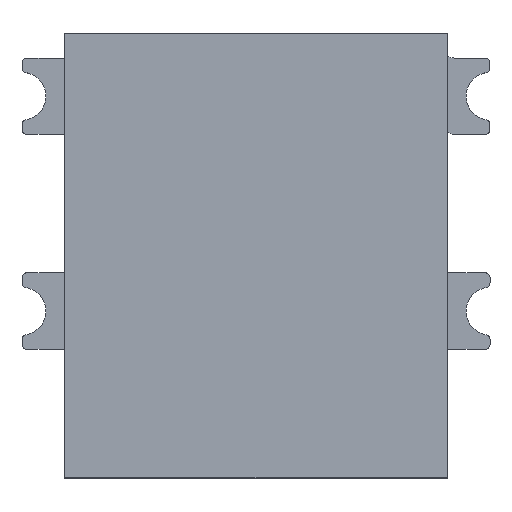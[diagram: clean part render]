
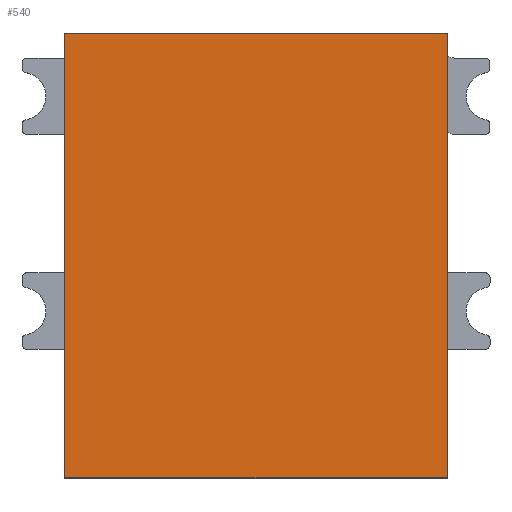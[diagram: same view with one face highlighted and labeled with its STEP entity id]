
A CAD part, top view. The second image highlights one B-rep face of the part: STEP entity #540.
In plain terms, the highlighted planar face has unit normal (0, 0, 1).
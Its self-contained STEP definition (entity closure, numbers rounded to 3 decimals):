
#540 = ADVANCED_FACE( '', ( #1138 ), #1139, .T. );
#1138 = FACE_OUTER_BOUND( '', #1858, .T. );
#1139 = PLANE( '', #1859 );
#1858 = EDGE_LOOP( '', ( #3233, #3234, #3235, #3236 ) );
#1859 = AXIS2_PLACEMENT_3D( '', #3237, #3238, #3239 );
#3233 = ORIENTED_EDGE( '', *, *, #4510, .F. );
#3234 = ORIENTED_EDGE( '', *, *, #4660, .F. );
#3235 = ORIENTED_EDGE( '', *, *, #4757, .T. );
#3236 = ORIENTED_EDGE( '', *, *, #4310, .T. );
#3237 = CARTESIAN_POINT( '', ( -4., -4.65, 2.65 ) );
#3238 = DIRECTION( '', ( 0., 0., 1. ) );
#3239 = DIRECTION( '', ( 1., 0., 0. ) );
#4310 = EDGE_CURVE( '', #5127, #5125, #5128, .T. );
#4510 = EDGE_CURVE( '', #5483, #5125, #5485, .T. );
#4660 = EDGE_CURVE( '', #5718, #5483, #5720, .T. );
#4757 = EDGE_CURVE( '', #5718, #5127, #5856, .T. );
#5125 = VERTEX_POINT( '', #6301 );
#5127 = VERTEX_POINT( '', #6304 );
#5128 = LINE( '', #6305, #6306 );
#5483 = VERTEX_POINT( '', #6788 );
#5485 = LINE( '', #6791, #6792 );
#5718 = VERTEX_POINT( '', #7109 );
#5720 = LINE( '', #7112, #7113 );
#5856 = LINE( '', #7300, #7301 );
#6301 = CARTESIAN_POINT( '', ( 4., 4.65, 2.65 ) );
#6304 = CARTESIAN_POINT( '', ( 4., -4.65, 2.65 ) );
#6305 = CARTESIAN_POINT( '', ( 4., -4.65, 2.65 ) );
#6306 = VECTOR( '', #7819, 1000. );
#6788 = CARTESIAN_POINT( '', ( -4., 4.65, 2.65 ) );
#6791 = CARTESIAN_POINT( '', ( -4., 4.65, 2.65 ) );
#6792 = VECTOR( '', #8068, 1000. );
#7109 = CARTESIAN_POINT( '', ( -4., -4.65, 2.65 ) );
#7112 = CARTESIAN_POINT( '', ( -4., -4.65, 2.65 ) );
#7113 = VECTOR( '', #8253, 1000. );
#7300 = CARTESIAN_POINT( '', ( -4., -4.65, 2.65 ) );
#7301 = VECTOR( '', #8359, 1000. );
#7819 = DIRECTION( '', ( 0., 1., 0. ) );
#8068 = DIRECTION( '', ( 1., 0., 0. ) );
#8253 = DIRECTION( '', ( 0., 1., 0. ) );
#8359 = DIRECTION( '', ( 1., 0., 0. ) );
